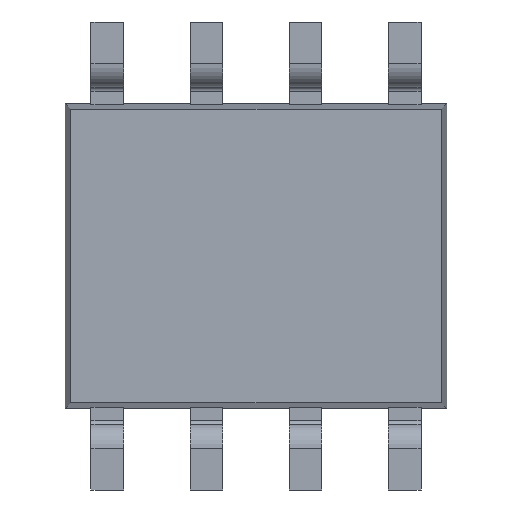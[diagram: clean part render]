
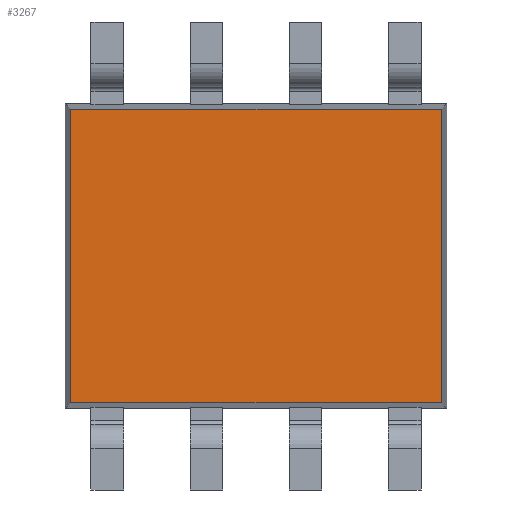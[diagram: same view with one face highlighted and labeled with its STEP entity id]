
A CAD part, front view. The second image highlights one B-rep face of the part: STEP entity #3267.
In plain terms, the highlighted planar face has unit normal (0, -1, 0).
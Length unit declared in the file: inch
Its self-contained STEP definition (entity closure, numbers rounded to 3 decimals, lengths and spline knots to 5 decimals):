
#1 = FACE_OUTER_BOUND ( 'NONE', #3523, .T. ) ;
#117 = VERTEX_POINT ( 'NONE', #1240 ) ;
#216 = LINE ( 'NONE', #3937, #902 ) ;
#631 = LINE ( 'NONE', #4004, #1183 ) ;
#682 = CARTESIAN_POINT ( 'NONE',  ( 0., 0.01, -0.07404 ) ) ;
#902 = VECTOR ( 'NONE', #3120, 39.37008 ) ;
#1075 = DIRECTION ( 'NONE',  ( -1., 0., 0. ) ) ;
#1110 = VERTEX_POINT ( 'NONE', #3575 ) ;
#1183 = VECTOR ( 'NONE', #3643, 39.37008 ) ;
#1240 = CARTESIAN_POINT ( 'NONE',  ( 0.09354, 0.01, -0.07404 ) ) ;
#1567 = ORIENTED_EDGE ( 'NONE', *, *, #4391, .F. ) ;
#1797 = VECTOR ( 'NONE', #1904, 39.37008 ) ;
#1866 = ORIENTED_EDGE ( 'NONE', *, *, #4430, .F. ) ;
#1904 = DIRECTION ( 'NONE',  ( 0., 0., 1. ) ) ;
#1940 = PLANE ( 'NONE',  #3659 ) ;
#1951 = ORIENTED_EDGE ( 'NONE', *, *, #4397, .F. ) ;
#1962 = DIRECTION ( 'NONE',  ( 0., 0., 1. ) ) ;
#2699 = CARTESIAN_POINT ( 'NONE',  ( -0.09354, 0.01, 0. ) ) ;
#2772 = DIRECTION ( 'NONE',  ( 0., 1., 0. ) ) ;
#2909 = EDGE_CURVE ( 'NONE', #1110, #117, #631, .T. ) ;
#3019 = LINE ( 'NONE', #2699, #1797 ) ;
#3120 = DIRECTION ( 'NONE',  ( 1., 0., 0. ) ) ;
#3166 = VERTEX_POINT ( 'NONE', #4781 ) ;
#3267 = ADVANCED_FACE ( 'NONE', ( #1 ), #1940, .F. ) ;
#3282 = CARTESIAN_POINT ( 'NONE',  ( -0.09354, 0.01, 0.07404 ) ) ;
#3523 = EDGE_LOOP ( 'NONE', ( #1866, #1567, #3747, #1951 ) ) ;
#3575 = CARTESIAN_POINT ( 'NONE',  ( 0.09354, 0.01, 0.07404 ) ) ;
#3622 = CARTESIAN_POINT ( 'NONE',  ( 0., 0.01, 0. ) ) ;
#3643 = DIRECTION ( 'NONE',  ( 0., 0., -1. ) ) ;
#3659 = AXIS2_PLACEMENT_3D ( 'NONE', #3622, #2772, #1962 ) ;
#3747 = ORIENTED_EDGE ( 'NONE', *, *, #2909, .F. ) ;
#3937 = CARTESIAN_POINT ( 'NONE',  ( 0., 0.01, 0.07404 ) ) ;
#4004 = CARTESIAN_POINT ( 'NONE',  ( 0.09354, 0.01, 0. ) ) ;
#4017 = LINE ( 'NONE', #682, #4918 ) ;
#4391 = EDGE_CURVE ( 'NONE', #117, #3166, #4017, .T. ) ;
#4397 = EDGE_CURVE ( 'NONE', #5212, #1110, #216, .T. ) ;
#4430 = EDGE_CURVE ( 'NONE', #3166, #5212, #3019, .T. ) ;
#4781 = CARTESIAN_POINT ( 'NONE',  ( -0.09354, 0.01, -0.07404 ) ) ;
#4918 = VECTOR ( 'NONE', #1075, 39.37008 ) ;
#5212 = VERTEX_POINT ( 'NONE', #3282 ) ;
